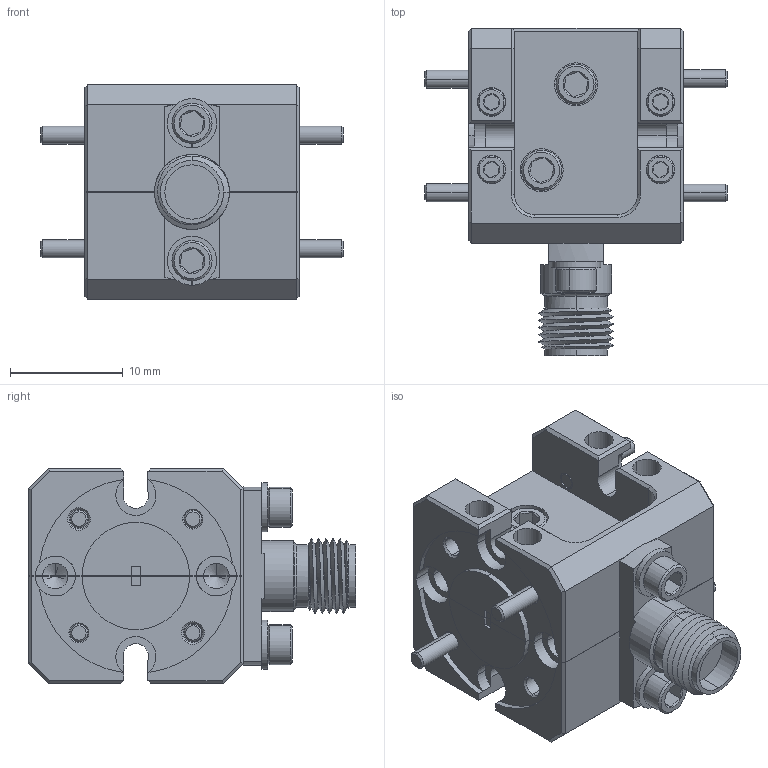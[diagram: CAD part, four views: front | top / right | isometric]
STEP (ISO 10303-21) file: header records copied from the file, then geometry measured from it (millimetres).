
FILE_DESCRIPTION (( 'STEP AP214' ), '1' );
FILE_NAME ('FP-03D2-A, Defeatured.STEP', '2024-07-12T17:06:12', ( '' ), ( '' ), 'SwSTEP 2.0', 'SolidWorks 2021', '' );
FILE_SCHEMA (( 'AUTOMOTIVE_DESIGN' ));
Length unit declared in the file: inch
Products named in the file (1): FP-03D2-A, Defeatured
Bounding box: 26.8 x 29.01 x 19.05 mm (x, y, z)
Volume: 4756.5 mm3; surface area: 4536.2 mm2
Topology: 16 solids, 16 shells, 542 faces, 1258 edges, 756 vertices
Faces by surface type: plane 244, cylinder 152, cone 142, torus 2, bspline 2
Entity records: 23295 total; most frequent: CARTESIAN_POINT 3702, DIRECTION 2667, ORIENTED_EDGE 2492, EDGE_CURVE 1246, AXIS2_PLACEMENT_3D 972, VERTEX_POINT 756, LINE 723, VECTOR 723
